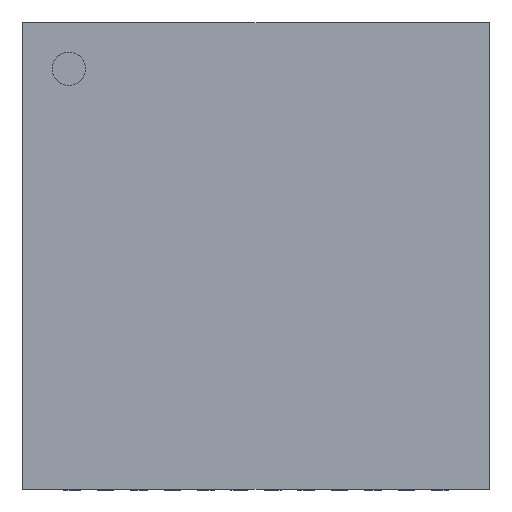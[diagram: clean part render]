
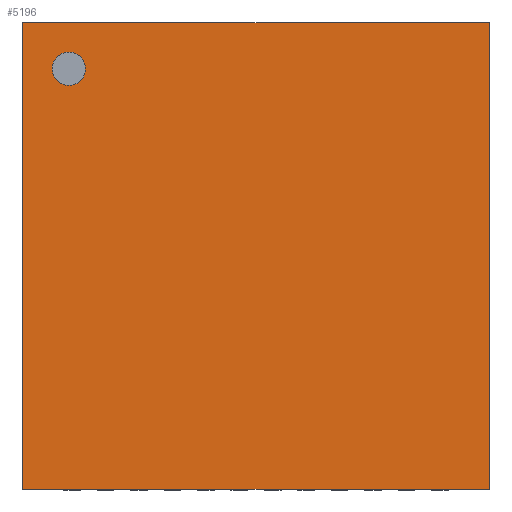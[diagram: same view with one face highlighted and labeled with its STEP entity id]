
A CAD part, top view. The second image highlights one B-rep face of the part: STEP entity #5196.
In plain terms, the highlighted planar face has unit normal (0, 0, 1).
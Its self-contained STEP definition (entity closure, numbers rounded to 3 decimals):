
#13=DIRECTION('',(0.,0.,1.));
#96=DIRECTION('',(0.,0.,-1.));
#153=VECTOR('',#154,1.);
#154=DIRECTION('',(1.,0.,0.));
#160=VECTOR('',#161,1.);
#161=DIRECTION('',(0.,-1.,0.));
#1312=VERTEX_POINT('',#1313);
#1313=CARTESIAN_POINT('',(-3.49,3.49,0.77));
#1315=ORIENTED_EDGE('',*,*,#1316,.T.);
#1316=EDGE_CURVE('',#1312,#1317,#1319,.T.);
#1317=VERTEX_POINT('',#1318);
#1318=CARTESIAN_POINT('',(-3.49,-3.49,0.77));
#1319=LINE('',#1313,#160);
#1531=ORIENTED_EDGE('',*,*,#1532,.F.);
#1532=EDGE_CURVE('',#1312,#1533,#1535,.T.);
#1533=VERTEX_POINT('',#1534);
#1534=CARTESIAN_POINT('',(3.49,3.49,0.77));
#1535=LINE('',#1313,#153);
#3226=EDGE_CURVE('',#1533,#3227,#3229,.T.);
#3227=VERTEX_POINT('',#3228);
#3228=CARTESIAN_POINT('',(3.49,-3.49,0.77));
#3229=LINE('',#1534,#160);
#3431=EDGE_CURVE('',#1317,#3227,#3432,.T.);
#3432=LINE('',#1318,#153);
#5196=ADVANCED_FACE('',(#5197,#5201),#5210,.T.);
#5197=FACE_BOUND('',#5198,.T.);
#5198=EDGE_LOOP('',(#1531,#1315,#5199,#5200));
#5199=ORIENTED_EDGE('',*,*,#3431,.T.);
#5200=ORIENTED_EDGE('',*,*,#3226,.F.);
#5201=FACE_BOUND('',#5202,.T.);
#5202=EDGE_LOOP('',(#5203));
#5203=ORIENTED_EDGE('',*,*,#5204,.T.);
#5204=EDGE_CURVE('',#5205,#5205,#5207,.T.);
#5205=VERTEX_POINT('',#5206);
#5206=CARTESIAN_POINT('',(-2.8,2.55,0.77));
#5207=CIRCLE('',#5208,0.25);
#5208=AXIS2_PLACEMENT_3D('',#5209,#96,#161);
#5209=CARTESIAN_POINT('',(-2.8,2.8,0.77));
#5210=PLANE('',#5211);
#5211=AXIS2_PLACEMENT_3D('',#1313,#13,#161);
